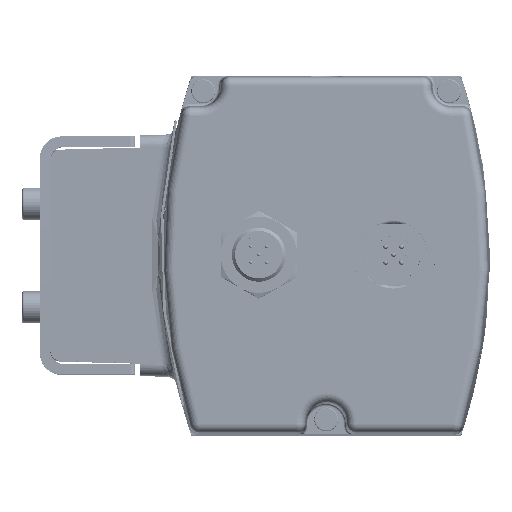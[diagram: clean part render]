
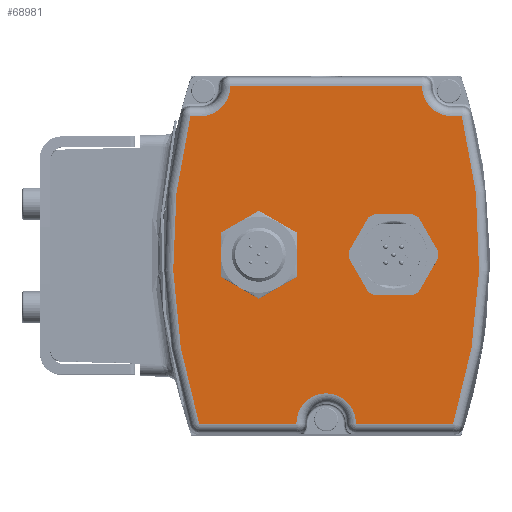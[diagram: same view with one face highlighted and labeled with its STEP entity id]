
A CAD part, top view. The second image highlights one B-rep face of the part: STEP entity #68981.
In plain terms, the highlighted planar face has unit normal (0, 0, 1).
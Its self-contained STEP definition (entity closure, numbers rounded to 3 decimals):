
#1481=PLANE('',#74164);
#4715=CIRCLE('',#74165,6.625);
#4716=CIRCLE('',#74166,124.625);
#4717=CIRCLE('',#74167,6.625);
#4718=CIRCLE('',#74168,124.625);
#4719=CIRCLE('',#74169,6.625);
#4720=CIRCLE('',#74170,7.6);
#4721=CIRCLE('',#74171,7.6);
#7402=LINE('',#110233,#11249);
#7403=LINE('',#110236,#11250);
#7404=LINE('',#110240,#11251);
#7405=LINE('',#110244,#11252);
#7406=LINE('',#110246,#11253);
#7407=LINE('',#110250,#11254);
#7408=LINE('',#110252,#11255);
#7409=LINE('',#110256,#11256);
#7410=LINE('',#110260,#11257);
#11249=VECTOR('',#85113,1000.);
#11250=VECTOR('',#85114,1000.);
#11251=VECTOR('',#85117,1000.);
#11252=VECTOR('',#85120,1000.);
#11253=VECTOR('',#85121,1000.);
#11254=VECTOR('',#85124,1000.);
#11255=VECTOR('',#85125,1000.);
#11256=VECTOR('',#85128,1000.);
#11257=VECTOR('',#85131,1000.);
#21092=ORIENTED_EDGE('',*,*,#32659,.T.);
#21093=ORIENTED_EDGE('',*,*,#32660,.T.);
#21094=ORIENTED_EDGE('',*,*,#32661,.T.);
#21095=ORIENTED_EDGE('',*,*,#32662,.T.);
#21096=ORIENTED_EDGE('',*,*,#32663,.T.);
#21097=ORIENTED_EDGE('',*,*,#32664,.T.);
#21098=ORIENTED_EDGE('',*,*,#32665,.T.);
#21099=ORIENTED_EDGE('',*,*,#32666,.T.);
#21100=ORIENTED_EDGE('',*,*,#32667,.T.);
#21101=ORIENTED_EDGE('',*,*,#32668,.T.);
#21102=ORIENTED_EDGE('',*,*,#32669,.T.);
#21103=ORIENTED_EDGE('',*,*,#32670,.T.);
#21104=ORIENTED_EDGE('',*,*,#32671,.T.);
#21105=ORIENTED_EDGE('',*,*,#32672,.T.);
#21106=ORIENTED_EDGE('',*,*,#32673,.T.);
#21107=ORIENTED_EDGE('',*,*,#32674,.T.);
#32659=EDGE_CURVE('',#39079,#39080,#7402,.F.);
#32660=EDGE_CURVE('',#39080,#39081,#7403,.T.);
#32661=EDGE_CURVE('',#39081,#39082,#4715,.F.);
#32662=EDGE_CURVE('',#39082,#39083,#7404,.T.);
#32663=EDGE_CURVE('',#39083,#39084,#4716,.T.);
#32664=EDGE_CURVE('',#39084,#39085,#7405,.F.);
#32665=EDGE_CURVE('',#39085,#39086,#7406,.T.);
#32666=EDGE_CURVE('',#39086,#39087,#4717,.F.);
#32667=EDGE_CURVE('',#39087,#39088,#7407,.T.);
#32668=EDGE_CURVE('',#39088,#39089,#7408,.F.);
#32669=EDGE_CURVE('',#39089,#39090,#4718,.T.);
#32670=EDGE_CURVE('',#39090,#39091,#7409,.T.);
#32671=EDGE_CURVE('',#39091,#39092,#4719,.F.);
#32672=EDGE_CURVE('',#39092,#39079,#7410,.T.);
#32673=EDGE_CURVE('',#39093,#39093,#4720,.T.);
#32674=EDGE_CURVE('',#39094,#39094,#4721,.T.);
#39079=VERTEX_POINT('',#110234);
#39080=VERTEX_POINT('',#110235);
#39081=VERTEX_POINT('',#110237);
#39082=VERTEX_POINT('',#110239);
#39083=VERTEX_POINT('',#110241);
#39084=VERTEX_POINT('',#110243);
#39085=VERTEX_POINT('',#110245);
#39086=VERTEX_POINT('',#110247);
#39087=VERTEX_POINT('',#110249);
#39088=VERTEX_POINT('',#110251);
#39089=VERTEX_POINT('',#110253);
#39090=VERTEX_POINT('',#110255);
#39091=VERTEX_POINT('',#110257);
#39092=VERTEX_POINT('',#110259);
#39093=VERTEX_POINT('',#110262);
#39094=VERTEX_POINT('',#110264);
#44609=EDGE_LOOP('',(#21092,#21093,#21094,#21095,#21096,#21097,#21098,#21099,
#21100,#21101,#21102,#21103,#21104,#21105));
#44610=EDGE_LOOP('',(#21106));
#44611=EDGE_LOOP('',(#21107));
#49411=FACE_BOUND('',#44609,.T.);
#49412=FACE_BOUND('',#44610,.T.);
#49413=FACE_BOUND('',#44611,.T.);
#68981=ADVANCED_FACE('',(#49411,#49412,#49413),#1481,.T.);
#74164=AXIS2_PLACEMENT_3D('',#110232,#85111,#85112);
#74165=AXIS2_PLACEMENT_3D('',#110238,#85115,#85116);
#74166=AXIS2_PLACEMENT_3D('',#110242,#85118,#85119);
#74167=AXIS2_PLACEMENT_3D('',#110248,#85122,#85123);
#74168=AXIS2_PLACEMENT_3D('',#110254,#85126,#85127);
#74169=AXIS2_PLACEMENT_3D('',#110258,#85129,#85130);
#74170=AXIS2_PLACEMENT_3D('',#110261,#85132,#85133);
#74171=AXIS2_PLACEMENT_3D('',#110263,#85134,#85135);
#85111=DIRECTION('',(0.,0.,1.));
#85112=DIRECTION('',(1.,0.,0.));
#85113=DIRECTION('',(0.,-1.,0.));
#85114=DIRECTION('',(-1.,0.,0.));
#85115=DIRECTION('',(0.,0.,1.));
#85116=DIRECTION('',(1.,0.,0.));
#85117=DIRECTION('',(0.,1.,0.));
#85118=DIRECTION('',(0.,0.,1.));
#85119=DIRECTION('',(1.,0.,0.));
#85120=DIRECTION('',(0.,1.,0.));
#85121=DIRECTION('',(1.,0.,0.));
#85122=DIRECTION('',(0.,0.,1.));
#85123=DIRECTION('',(1.,0.,0.));
#85124=DIRECTION('',(-1.,0.,0.));
#85125=DIRECTION('',(0.,1.,0.));
#85126=DIRECTION('',(0.,0.,1.));
#85127=DIRECTION('',(1.,0.,0.));
#85128=DIRECTION('',(0.,1.,0.));
#85129=DIRECTION('',(0.,0.,1.));
#85130=DIRECTION('',(1.,0.,0.));
#85131=DIRECTION('',(1.,0.,0.));
#85132=DIRECTION('',(0.,0.,-1.));
#85133=DIRECTION('',(0.,1.,0.));
#85134=DIRECTION('',(0.,0.,-1.));
#85135=DIRECTION('',(0.,1.,0.));
#110232=CARTESIAN_POINT('',(0.,90.5,45.));
#110233=CARTESIAN_POINT('',(37.625,23.357,45.));
#110234=CARTESIAN_POINT('',(37.625,-21.375,45.));
#110235=CARTESIAN_POINT('',(37.625,21.375,45.));
#110236=CARTESIAN_POINT('',(0.,21.375,45.));
#110237=CARTESIAN_POINT('',(37.5,21.375,45.));
#110238=CARTESIAN_POINT('',(37.5,28.,45.));
#110239=CARTESIAN_POINT('',(30.875,28.,45.));
#110240=CARTESIAN_POINT('',(30.875,90.5,45.));
#110241=CARTESIAN_POINT('',(30.875,30.24,45.));
#110242=CARTESIAN_POINT('',(0.,-90.5,45.));
#110243=CARTESIAN_POINT('',(-37.625,28.309,45.));
#110244=CARTESIAN_POINT('',(-37.625,4.643,45.));
#110245=CARTESIAN_POINT('',(-37.625,6.625,45.));
#110246=CARTESIAN_POINT('',(0.,6.625,45.));
#110247=CARTESIAN_POINT('',(-37.496,6.625,45.));
#110248=CARTESIAN_POINT('',(-37.496,0.,45.));
#110249=CARTESIAN_POINT('',(-37.496,-6.625,45.));
#110250=CARTESIAN_POINT('',(0.,-6.625,45.));
#110251=CARTESIAN_POINT('',(-37.625,-6.625,45.));
#110252=CARTESIAN_POINT('',(-37.625,-29.753,45.));
#110253=CARTESIAN_POINT('',(-37.625,-28.309,45.));
#110254=CARTESIAN_POINT('',(0.,90.5,45.));
#110255=CARTESIAN_POINT('',(30.875,-30.24,45.));
#110256=CARTESIAN_POINT('',(30.875,90.5,45.));
#110257=CARTESIAN_POINT('',(30.875,-28.,45.));
#110258=CARTESIAN_POINT('',(37.5,-28.,45.));
#110259=CARTESIAN_POINT('',(37.5,-21.375,45.));
#110260=CARTESIAN_POINT('',(0.,-21.375,45.));
#110261=CARTESIAN_POINT('',(0.,-15.,45.));
#110262=CARTESIAN_POINT('',(0.,-7.4,45.));
#110263=CARTESIAN_POINT('',(0.,15.,45.));
#110264=CARTESIAN_POINT('',(0.,22.6,45.));
